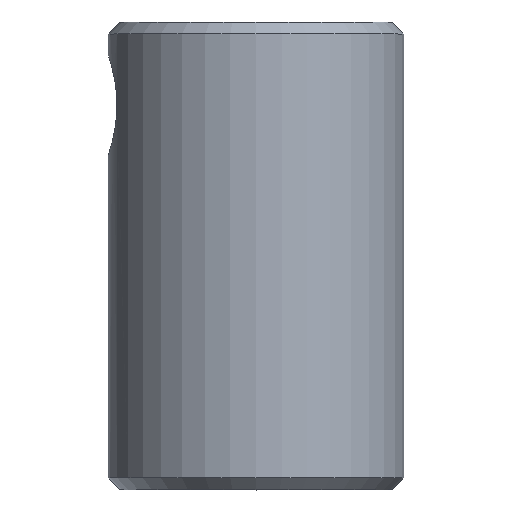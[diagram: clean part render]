
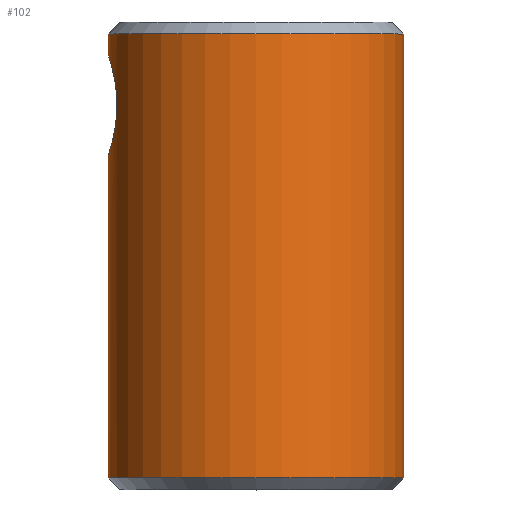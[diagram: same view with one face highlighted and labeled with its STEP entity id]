
A CAD part, top view. The second image highlights one B-rep face of the part: STEP entity #102.
In plain terms, the highlighted cylindrical face has radius 6.35 mm (diameter 12.7 mm), a full revolution.
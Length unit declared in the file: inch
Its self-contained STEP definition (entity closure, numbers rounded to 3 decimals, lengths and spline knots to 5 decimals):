
#2 = CARTESIAN_POINT ( 'NONE',  ( -0.24073, 0.70191, 0.06754 ) ) ;
#7 = CARTESIAN_POINT ( 'NONE',  ( -0.24636, 0.72368, 0.04275 ) ) ;
#9 = CARTESIAN_POINT ( 'NONE',  ( -0.23595, 0.67237, -0.08276 ) ) ;
#12 = CARTESIAN_POINT ( 'NONE',  ( -0.25, 0.735, -0.01118 ) ) ;
#14 = CARTESIAN_POINT ( 'NONE',  ( -0.23608, 0.62788, -0.08226 ) ) ;
#15 = CARTESIAN_POINT ( 'NONE',  ( -0.24073, 0.59808, 0.06753 ) ) ;
#22 = CIRCLE ( 'NONE', #64, 0.25 ) ;
#28 = DIRECTION ( 'NONE',  ( 0., 0., -1. ) ) ;
#30 = ORIENTED_EDGE ( 'NONE', *, *, #113, .T. ) ;
#32 = DIRECTION ( 'NONE',  ( 0., -1., 0. ) ) ;
#38 = CARTESIAN_POINT ( 'NONE',  ( -0.24637, 0.57631, 0.04272 ) ) ;
#41 = CARTESIAN_POINT ( 'NONE',  ( -0.24921, 0.73273, -0.02243 ) ) ;
#42 = CARTESIAN_POINT ( 'NONE',  ( -0.24718, 0.72634, 0.03779 ) ) ;
#44 = CARTESIAN_POINT ( 'NONE',  ( -0.24363, 0.71401, -0.0562 ) ) ;
#61 = CARTESIAN_POINT ( 'NONE',  ( -0.23666, 0.67751, 0.08062 ) ) ;
#63 = CARTESIAN_POINT ( 'NONE',  ( -0.24717, 0.57369, 0.03785 ) ) ;
#64 = AXIS2_PLACEMENT_3D ( 'NONE', #87, #283, #28 ) ;
#66 = CARTESIAN_POINT ( 'NONE',  ( -0.24981, 0.73444, 0.01125 ) ) ;
#68 = CARTESIAN_POINT ( 'NONE',  ( -0.24718, 0.72634, -0.03779 ) ) ;
#70 = CARTESIAN_POINT ( 'NONE',  ( -0.23511, 0.63882, 0.085 ) ) ;
#74 = CARTESIAN_POINT ( 'NONE',  ( -0.24908, 0.56775, 0.02214 ) ) ;
#87 = CARTESIAN_POINT ( 'NONE',  ( 0., 0.02, 0. ) ) ;
#93 = CARTESIAN_POINT ( 'NONE',  ( -0.23892, 0.69275, 0.07367 ) ) ;
#94 = VERTEX_POINT ( 'NONE', #99 ) ;
#97 = CARTESIAN_POINT ( 'NONE',  ( -0.24169, 0.59383, 0.06403 ) ) ;
#99 = CARTESIAN_POINT ( 'NONE',  ( 0., 0.02, -0.25 ) ) ;
#102 = ADVANCED_FACE ( 'NONE', ( #209, #311, #177 ), #290, .T. ) ;
#104 = CARTESIAN_POINT ( 'NONE',  ( -0.24854, 0.56938, 0.02751 ) ) ;
#105 = CARTESIAN_POINT ( 'NONE',  ( -0.24636, 0.72368, -0.04274 ) ) ;
#113 = EDGE_CURVE ( 'NONE', #258, #258, #276, .T. ) ;
#120 = EDGE_CURVE ( 'NONE', #230, #230, #279, .T. ) ;
#123 = CARTESIAN_POINT ( 'NONE',  ( -0.24267, 0.71011, 0.0601 ) ) ;
#127 = CARTESIAN_POINT ( 'NONE',  ( 0., 0.77, 0. ) ) ;
#128 = CARTESIAN_POINT ( 'NONE',  ( -0.23878, 0.60708, -0.0742 ) ) ;
#132 = CARTESIAN_POINT ( 'NONE',  ( -0.23511, 0.64438, -0.085 ) ) ;
#133 = CARTESIAN_POINT ( 'NONE',  ( -0.25, 0.565, 0.00556 ) ) ;
#150 = CARTESIAN_POINT ( 'NONE',  ( -0.24267, 0.71011, 0.0601 ) ) ;
#153 = ORIENTED_EDGE ( 'NONE', *, *, #120, .T. ) ;
#154 = CARTESIAN_POINT ( 'NONE',  ( -0.24072, 0.70187, -0.06757 ) ) ;
#156 = CARTESIAN_POINT ( 'NONE',  ( -0.23511, 0.66128, -0.085 ) ) ;
#160 = CARTESIAN_POINT ( 'NONE',  ( -0.25, 0.565, -0.00567 ) ) ;
#162 = CARTESIAN_POINT ( 'NONE',  ( -0.24981, 0.56556, -0.01121 ) ) ;
#171 = EDGE_LOOP ( 'NONE', ( #343 ) ) ;
#177 = FACE_OUTER_BOUND ( 'NONE', #229, .T. ) ;
#180 = CARTESIAN_POINT ( 'NONE',  ( -0.23609, 0.6722, 0.08224 ) ) ;
#183 = CARTESIAN_POINT ( 'NONE',  ( -0.24074, 0.59768, -0.06789 ) ) ;
#185 = DIRECTION ( 'NONE',  ( 0., 0., -1. ) ) ;
#186 = CARTESIAN_POINT ( 'NONE',  ( -0.24362, 0.58603, 0.05624 ) ) ;
#189 = CARTESIAN_POINT ( 'NONE',  ( -0.2417, 0.7062, -0.06401 ) ) ;
#191 = CARTESIAN_POINT ( 'NONE',  ( -0.23666, 0.62245, -0.0806 ) ) ;
#208 = CARTESIAN_POINT ( 'NONE',  ( -0.23807, 0.6878, 0.07633 ) ) ;
#209 = FACE_BOUND ( 'NONE', #315, .T. ) ;
#211 = CARTESIAN_POINT ( 'NONE',  ( -0.24718, 0.57368, -0.03783 ) ) ;
#212 = CARTESIAN_POINT ( 'NONE',  ( -0.23808, 0.68785, -0.07631 ) ) ;
#216 = CARTESIAN_POINT ( 'NONE',  ( -0.25, 0.735, 0.00558 ) ) ;
#217 = CARTESIAN_POINT ( 'NONE',  ( -0.2446, 0.58246, 0.0519 ) ) ;
#229 = EDGE_LOOP ( 'NONE', ( #153 ) ) ;
#230 = VERTEX_POINT ( 'NONE', #340 ) ;
#234 = CARTESIAN_POINT ( 'NONE',  ( -0.24364, 0.71405, 0.05616 ) ) ;
#236 = CARTESIAN_POINT ( 'NONE',  ( -0.24854, 0.73062, 0.02751 ) ) ;
#240 = CARTESIAN_POINT ( 'NONE',  ( -0.23531, 0.66122, 0.08444 ) ) ;
#257 = DIRECTION ( 'NONE',  ( 0., 0., -1. ) ) ;
#258 = VERTEX_POINT ( 'NONE', #123 ) ;
#262 = CARTESIAN_POINT ( 'NONE',  ( -0.24907, 0.73224, 0.0222 ) ) ;
#264 = CARTESIAN_POINT ( 'NONE',  ( -0.24459, 0.58247, -0.05192 ) ) ;
#267 = CARTESIAN_POINT ( 'NONE',  ( -0.23511, 0.65556, 0.085 ) ) ;
#268 = CARTESIAN_POINT ( 'NONE',  ( -0.23531, 0.63882, -0.08445 ) ) ;
#270 = DIRECTION ( 'NONE',  ( 0., -1., 0. ) ) ;
#276 = B_SPLINE_CURVE_WITH_KNOTS ( 'NONE', 3,
 ( #150, #317, #2, #93, #208, #61, #180, #240, #267, #70, #299, #319, #320, #15, #97, #186, #217, #38, #63, #104, #74, #298, #133, #160, #162, #294, #345, #211, #354, #264, #296, #183, #128, #191, #14, #268, #132, #156, #9, #212, #292, #154, #189, #44, #323, #105, #68, #41, #12, #216, #66, #262, #236, #42, #7, #352, #234, #347 ),
 .UNSPECIFIED., .T., .F.,
 ( 4, 2, 2, 2, 2, 2, 2, 2, 2, 2, 2, 2, 2, 2, 2, 2, 2, 2, 2, 2, 2, 2, 2, 2, 2, 2, 2, 2, 4 ),
 ( 0., 0.00043, 0.00085, 0.00128, 0.0017, 0.00255, 0.00298, 0.0034, 0.00383, 0.00425, 0.00468, 0.0051, 0.00553, 0.00595, 0.00638, 0.0068, 0.00765, 0.00808, 0.0085, 0.00936, 0.00978, 0.01021, 0.01063, 0.01106, 0.01191, 0.01233, 0.01276, 0.01318, 0.01361 ),
 .UNSPECIFIED. ) ;
#279 = CIRCLE ( 'NONE', #326, 0.25 ) ;
#283 = DIRECTION ( 'NONE',  ( 0., 1., 0. ) ) ;
#288 = CARTESIAN_POINT ( 'NONE',  ( 0., 0., 0. ) ) ;
#290 = CYLINDRICAL_SURFACE ( 'NONE', #291, 0.25 ) ;
#291 = AXIS2_PLACEMENT_3D ( 'NONE', #288, #32, #257 ) ;
#292 = CARTESIAN_POINT ( 'NONE',  ( -0.23891, 0.69271, -0.0737 ) ) ;
#294 = CARTESIAN_POINT ( 'NONE',  ( -0.24908, 0.56775, -0.02216 ) ) ;
#296 = CARTESIAN_POINT ( 'NONE',  ( -0.24363, 0.58602, -0.05623 ) ) ;
#298 = CARTESIAN_POINT ( 'NONE',  ( -0.24981, 0.56556, 0.01122 ) ) ;
#299 = CARTESIAN_POINT ( 'NONE',  ( -0.23596, 0.62755, 0.08273 ) ) ;
#311 = FACE_OUTER_BOUND ( 'NONE', #171, .T. ) ;
#315 = EDGE_LOOP ( 'NONE', ( #30 ) ) ;
#317 = CARTESIAN_POINT ( 'NONE',  ( -0.24169, 0.70617, 0.06404 ) ) ;
#318 = EDGE_CURVE ( 'NONE', #94, #94, #22, .T. ) ;
#319 = CARTESIAN_POINT ( 'NONE',  ( -0.23807, 0.61224, 0.07635 ) ) ;
#320 = CARTESIAN_POINT ( 'NONE',  ( -0.23891, 0.60729, 0.0737 ) ) ;
#323 = CARTESIAN_POINT ( 'NONE',  ( -0.24459, 0.7175, -0.05195 ) ) ;
#326 = AXIS2_PLACEMENT_3D ( 'NONE', #127, #270, #185 ) ;
#340 = CARTESIAN_POINT ( 'NONE',  ( 0., 0.77, -0.25 ) ) ;
#343 = ORIENTED_EDGE ( 'NONE', *, *, #318, .T. ) ;
#345 = CARTESIAN_POINT ( 'NONE',  ( -0.24853, 0.56941, -0.02759 ) ) ;
#347 = CARTESIAN_POINT ( 'NONE',  ( -0.24267, 0.71011, 0.0601 ) ) ;
#352 = CARTESIAN_POINT ( 'NONE',  ( -0.2446, 0.71754, 0.0519 ) ) ;
#354 = CARTESIAN_POINT ( 'NONE',  ( -0.24637, 0.57629, -0.04269 ) ) ;
